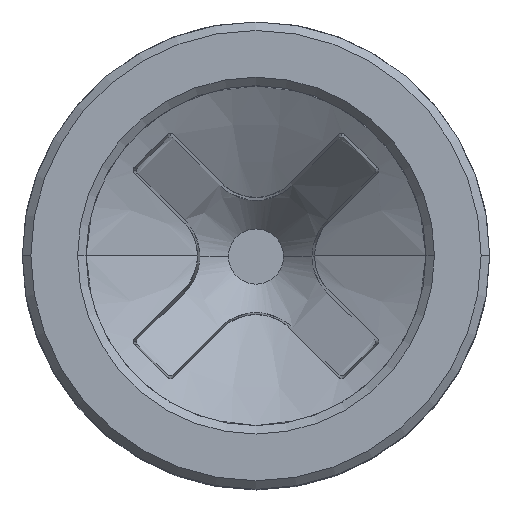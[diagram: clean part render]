
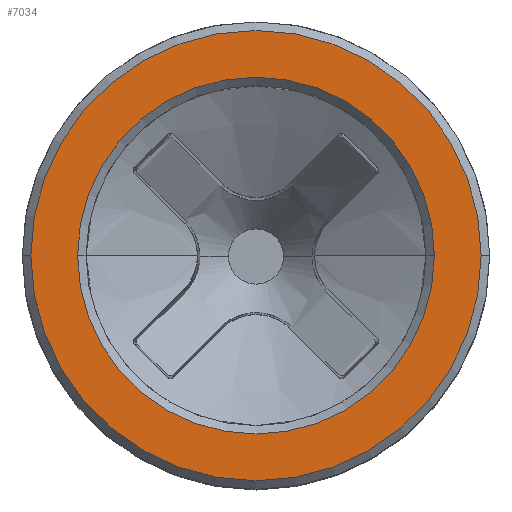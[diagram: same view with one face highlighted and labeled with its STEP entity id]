
A CAD part, top view. The second image highlights one B-rep face of the part: STEP entity #7034.
In plain terms, the highlighted planar face has unit normal (0, 0, 1).
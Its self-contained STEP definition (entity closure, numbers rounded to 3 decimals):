
#982 = CARTESIAN_POINT ( 'NONE',  ( 269.745, 283.969, 0. ) ) ;
#983 = DIRECTION ( 'NONE',  ( 1., 0., 0. ) ) ;
#984 = DIRECTION ( 'NONE',  ( 0., 0., 1. ) ) ;
#985 = CARTESIAN_POINT ( 'NONE',  ( 265.545, 283.969, 0. ) ) ;
#986 = AXIS2_PLACEMENT_3D ( 'NONE', #985, #984, #983 ) ;
#987 = CIRCLE ( 'NONE', #986, 4.2 ) ;
#1161 = CARTESIAN_POINT ( 'NONE',  ( 261.345, 283.969, 0. ) ) ;
#1259 = CARTESIAN_POINT ( 'NONE',  ( 270.845, 283.969, 0. ) ) ;
#1260 = DIRECTION ( 'NONE',  ( -1., 0., 0. ) ) ;
#1261 = DIRECTION ( 'NONE',  ( 0., 0., -1. ) ) ;
#1262 = CARTESIAN_POINT ( 'NONE',  ( 265.545, 283.969, 0. ) ) ;
#1263 = AXIS2_PLACEMENT_3D ( 'NONE', #1262, #1261, #1260 ) ;
#1264 = CIRCLE ( 'NONE', #1263, 5.3 ) ;
#1269 = CARTESIAN_POINT ( 'NONE',  ( 260.245, 283.969, 0. ) ) ;
#4953 = EDGE_CURVE ( 'NONE', #5794, #5876, #10555, .T. ) ;
#5793 = EDGE_CURVE ( 'NONE', #5876, #5794, #987, .T. ) ;
#5794 = VERTEX_POINT ( 'NONE', #982 ) ;
#5876 = VERTEX_POINT ( 'NONE', #1161 ) ;
#5946 = VERTEX_POINT ( 'NONE', #1269 ) ;
#5951 = EDGE_CURVE ( 'NONE', #5946, #5952, #1264, .T. ) ;
#5952 = VERTEX_POINT ( 'NONE', #1259 ) ;
#6970 = EDGE_CURVE ( 'NONE', #5952, #5946, #9175, .T. ) ;
#7007 = ORIENTED_EDGE ( 'NONE', *, *, #5951, .F. ) ;
#7008 = ORIENTED_EDGE ( 'NONE', *, *, #6970, .F. ) ;
#7034 = ADVANCED_FACE ( 'NONE', ( #9716, #9715 ), #9710, .F. ) ;
#7035 = EDGE_LOOP ( 'NONE', ( #7082, #7083 ) ) ;
#7039 = EDGE_LOOP ( 'NONE', ( #7007, #7008 ) ) ;
#7082 = ORIENTED_EDGE ( 'NONE', *, *, #4953, .F. ) ;
#7083 = ORIENTED_EDGE ( 'NONE', *, *, #5793, .F. ) ;
#9165 = DIRECTION ( 'NONE',  ( -1., 0., 0. ) ) ;
#9166 = DIRECTION ( 'NONE',  ( 0., 0., -1. ) ) ;
#9167 = AXIS2_PLACEMENT_3D ( 'NONE', #9173, #9166, #9165 ) ;
#9173 = CARTESIAN_POINT ( 'NONE',  ( 265.545, 283.969, 0. ) ) ;
#9175 = CIRCLE ( 'NONE', #9167, 5.3 ) ;
#9706 = DIRECTION ( 'NONE',  ( -1., 0., 0. ) ) ;
#9707 = DIRECTION ( 'NONE',  ( 0., 0., -1. ) ) ;
#9708 = CARTESIAN_POINT ( 'NONE',  ( 265.545, 283.969, 0. ) ) ;
#9709 = AXIS2_PLACEMENT_3D ( 'NONE', #9708, #9707, #9706 ) ;
#9710 = PLANE ( 'NONE',  #9709 ) ;
#9715 = FACE_OUTER_BOUND ( 'NONE', #7039, .T. ) ;
#9716 = FACE_BOUND ( 'NONE', #7035, .T. ) ;
#10552 = DIRECTION ( 'NONE',  ( 1., 0., 0. ) ) ;
#10553 = DIRECTION ( 'NONE',  ( 0., 0., 1. ) ) ;
#10554 = AXIS2_PLACEMENT_3D ( 'NONE', #10563, #10553, #10552 ) ;
#10555 = CIRCLE ( 'NONE', #10554, 4.2 ) ;
#10563 = CARTESIAN_POINT ( 'NONE',  ( 265.545, 283.969, 0. ) ) ;
